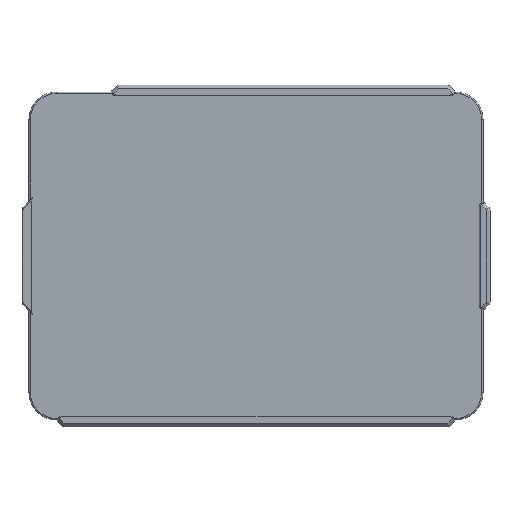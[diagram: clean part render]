
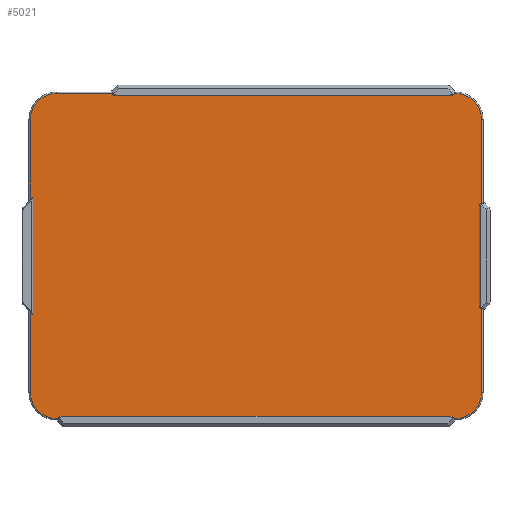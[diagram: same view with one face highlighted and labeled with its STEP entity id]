
A CAD part, top view. The second image highlights one B-rep face of the part: STEP entity #5021.
In plain terms, the highlighted planar face has unit normal (0, 0, 1).
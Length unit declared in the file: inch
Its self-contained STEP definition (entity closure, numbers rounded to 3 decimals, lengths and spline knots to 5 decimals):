
#142=PLANE('',#5388);
#406=FACE_OUTER_BOUND('',#708,.T.);
#708=EDGE_LOOP('',(#3624,#3625,#3626,#3627,#3628,#3629,#3630,#3631,#3632,
#3633,#3634,#3635));
#1001=CIRCLE('',#5389,0.55855);
#1002=CIRCLE('',#5390,0.55855);
#1003=CIRCLE('',#5391,0.55855);
#1004=CIRCLE('',#5392,0.55855);
#1303=LINE('',#11378,#1719);
#1309=LINE('',#11393,#1725);
#1313=LINE('',#11401,#1729);
#1322=LINE('',#11424,#1738);
#1323=LINE('',#11428,#1739);
#1324=LINE('',#11432,#1740);
#1325=LINE('',#11436,#1741);
#1326=LINE('',#11439,#1742);
#1719=VECTOR('',#6045,0.3937);
#1725=VECTOR('',#6057,0.3937);
#1729=VECTOR('',#6067,0.3937);
#1738=VECTOR('',#6088,0.3937);
#1739=VECTOR('',#6091,0.3937);
#1740=VECTOR('',#6094,0.3937);
#1741=VECTOR('',#6097,0.3937);
#1742=VECTOR('',#6100,0.3937);
#2216=VERTEX_POINT('',#11375);
#2217=VERTEX_POINT('',#11377);
#2222=VERTEX_POINT('',#11390);
#2223=VERTEX_POINT('',#11392);
#2232=VERTEX_POINT('',#11423);
#2233=VERTEX_POINT('',#11425);
#2234=VERTEX_POINT('',#11427);
#2235=VERTEX_POINT('',#11429);
#2236=VERTEX_POINT('',#11431);
#2237=VERTEX_POINT('',#11433);
#2238=VERTEX_POINT('',#11435);
#2239=VERTEX_POINT('',#11437);
#2740=EDGE_CURVE('',#2217,#2216,#1303,.T.);
#2747=EDGE_CURVE('',#2223,#2222,#1309,.T.);
#2752=EDGE_CURVE('',#2222,#2217,#1313,.T.);
#2763=EDGE_CURVE('',#2232,#2216,#1322,.T.);
#2764=EDGE_CURVE('',#2233,#2232,#1001,.T.);
#2765=EDGE_CURVE('',#2234,#2233,#1323,.T.);
#2766=EDGE_CURVE('',#2235,#2234,#1002,.T.);
#2767=EDGE_CURVE('',#2236,#2235,#1324,.T.);
#2768=EDGE_CURVE('',#2237,#2236,#1003,.T.);
#2769=EDGE_CURVE('',#2238,#2237,#1325,.T.);
#2770=EDGE_CURVE('',#2239,#2238,#1004,.T.);
#2771=EDGE_CURVE('',#2223,#2239,#1326,.T.);
#3624=ORIENTED_EDGE('',*,*,#2747,.T.);
#3625=ORIENTED_EDGE('',*,*,#2752,.T.);
#3626=ORIENTED_EDGE('',*,*,#2740,.T.);
#3627=ORIENTED_EDGE('',*,*,#2763,.F.);
#3628=ORIENTED_EDGE('',*,*,#2764,.F.);
#3629=ORIENTED_EDGE('',*,*,#2765,.F.);
#3630=ORIENTED_EDGE('',*,*,#2766,.F.);
#3631=ORIENTED_EDGE('',*,*,#2767,.F.);
#3632=ORIENTED_EDGE('',*,*,#2768,.F.);
#3633=ORIENTED_EDGE('',*,*,#2769,.F.);
#3634=ORIENTED_EDGE('',*,*,#2770,.F.);
#3635=ORIENTED_EDGE('',*,*,#2771,.F.);
#5021=ADVANCED_FACE('',(#406),#142,.T.);
#5388=AXIS2_PLACEMENT_3D('',#11422,#6086,#6087);
#5389=AXIS2_PLACEMENT_3D('',#11426,#6089,#6090);
#5390=AXIS2_PLACEMENT_3D('',#11430,#6092,#6093);
#5391=AXIS2_PLACEMENT_3D('',#11434,#6095,#6096);
#5392=AXIS2_PLACEMENT_3D('',#11438,#6098,#6099);
#6045=DIRECTION('',(-1.,0.,0.));
#6057=DIRECTION('',(1.,0.,0.));
#6067=DIRECTION('',(0.,-1.,0.));
#6086=DIRECTION('center_axis',(0.,0.,
1.));
#6087=DIRECTION('ref_axis',(1.,0.,0.));
#6088=DIRECTION('',(0.,1.,0.));
#6089=DIRECTION('center_axis',(0.,0.,
-1.));
#6090=DIRECTION('ref_axis',(-0.707,-0.707,0.));
#6091=DIRECTION('',(-1.,0.,0.));
#6092=DIRECTION('center_axis',(0.,0.,
-1.));
#6093=DIRECTION('ref_axis',(0.707,-0.707,0.));
#6094=DIRECTION('',(0.,-1.,0.));
#6095=DIRECTION('center_axis',(0.,0.,
-1.));
#6096=DIRECTION('ref_axis',(0.707,0.707,0.));
#6097=DIRECTION('',(1.,0.,0.));
#6098=DIRECTION('center_axis',(0.,0.,
-1.));
#6099=DIRECTION('ref_axis',(-0.707,0.707,0.));
#6100=DIRECTION('',(0.,1.,0.));
#11375=CARTESIAN_POINT('',(6.73657,8.12251,0.59173));
#11377=CARTESIAN_POINT('',(6.77457,8.12251,0.59173));
#11378=CARTESIAN_POINT('',(9.07672,8.12251,0.59173));
#11390=CARTESIAN_POINT('',(6.77457,10.08251,0.59173));
#11392=CARTESIAN_POINT('',(6.73657,10.08251,0.59173));
#11393=CARTESIAN_POINT('',(9.07672,10.08251,0.59173));
#11401=CARTESIAN_POINT('',(6.77457,9.12118,0.59173));
#11422=CARTESIAN_POINT('Origin',(11.59887,9.13984,0.59173));
#11423=CARTESIAN_POINT('',(6.73657,6.19673,0.59173));
#11424=CARTESIAN_POINT('',(6.73657,10.61139,0.59173));
#11425=CARTESIAN_POINT('',(7.29513,5.63818,0.59173));
#11426=CARTESIAN_POINT('Origin',(7.29513,6.19673,0.59173));
#11427=CARTESIAN_POINT('',(15.90261,5.63818,0.59173));
#11428=CARTESIAN_POINT('',(9.447,5.63818,0.59173));
#11429=CARTESIAN_POINT('',(16.46116,6.19673,0.59173));
#11430=CARTESIAN_POINT('Origin',(15.90261,6.19673,0.59173));
#11431=CARTESIAN_POINT('',(16.46116,12.08295,0.59173));
#11432=CARTESIAN_POINT('',(16.46116,7.66828,0.59173));
#11433=CARTESIAN_POINT('',(15.90261,12.6415,0.59173));
#11434=CARTESIAN_POINT('Origin',(15.90261,12.08295,0.59173));
#11435=CARTESIAN_POINT('',(7.29513,12.6415,0.59173));
#11436=CARTESIAN_POINT('',(13.75074,12.6415,0.59173));
#11437=CARTESIAN_POINT('',(6.73657,12.08295,0.59173));
#11438=CARTESIAN_POINT('Origin',(7.29513,12.08295,0.59173));
#11439=CARTESIAN_POINT('',(6.73657,10.61139,0.59173));
